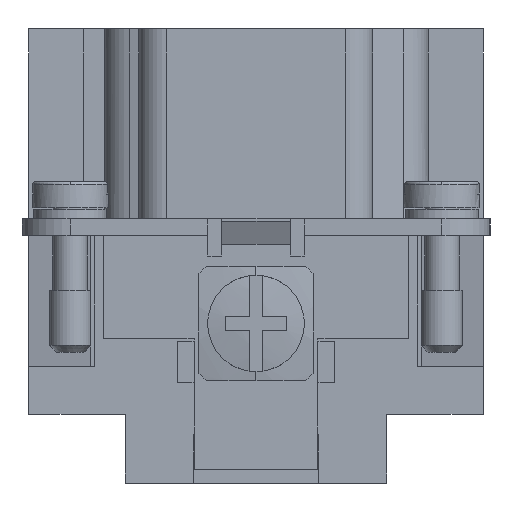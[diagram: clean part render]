
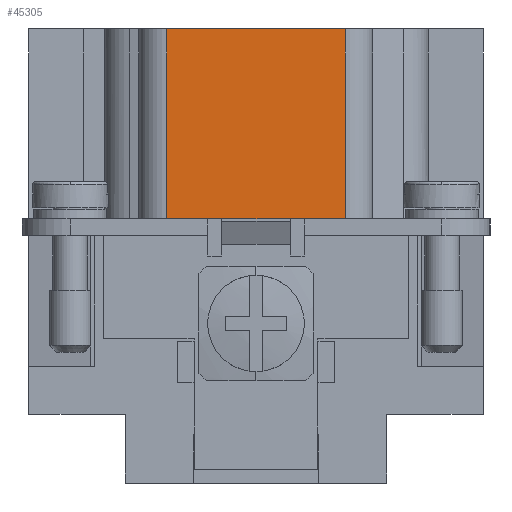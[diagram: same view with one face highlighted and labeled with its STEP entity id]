
A CAD part, left-side view. The second image highlights one B-rep face of the part: STEP entity #45305.
In plain terms, the highlighted planar face has unit normal (-1, 0, 0).
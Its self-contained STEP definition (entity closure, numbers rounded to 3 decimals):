
#41504=CARTESIAN_POINT('',(-55.0,6.5,33.0));
#41505=VERTEX_POINT('',#41504);
#41513=CARTESIAN_POINT('',(-55.0,-6.5,33.0));
#41514=VERTEX_POINT('',#41513);
#41515=CARTESIAN_POINT('',(-55.0,-6.5,33.0));
#41516=DIRECTION('',(0.0,1.0,0.0));
#41517=VECTOR('',#41516,13.);
#41518=LINE('',#41515,#41517);
#41519=EDGE_CURVE('',#41514,#41505,#41518,.T.);
#44193=CARTESIAN_POINT('',(-55.0,-3.5,19.2));
#44194=VERTEX_POINT('',#44193);
#44201=CARTESIAN_POINT('',(-55.0,3.5,19.2));
#44202=VERTEX_POINT('',#44201);
#44203=CARTESIAN_POINT('',(-55.0,3.5,19.2));
#44204=DIRECTION('',(0.0,-1.0,0.0));
#44205=VECTOR('',#44204,7.0);
#44206=LINE('',#44203,#44205);
#44207=EDGE_CURVE('',#44202,#44194,#44206,.T.);
#45256=CARTESIAN_POINT('',(-55.0,-6.5,19.2));
#45257=VERTEX_POINT('',#45256);
#45258=CARTESIAN_POINT('',(-55.0,-6.5,19.2));
#45259=DIRECTION('',(0.0,0.0,1.0));
#45260=VECTOR('',#45259,13.8);
#45261=LINE('',#45258,#45260);
#45262=EDGE_CURVE('',#45257,#41514,#45261,.T.);
#45275=CARTESIAN_POINT('',(-55.0,-6.5,19.2));
#45276=DIRECTION('',(-1.0,0.0,0.0));
#45277=DIRECTION('',(0.0,0.0,1.0));
#45278=AXIS2_PLACEMENT_3D('',#45275,#45276,#45277);
#45279=PLANE('',#45278);
#45280=ORIENTED_EDGE('',*,*,#41519,.T.);
#45281=CARTESIAN_POINT('',(-55.0,6.5,19.2));
#45282=VERTEX_POINT('',#45281);
#45283=CARTESIAN_POINT('',(-55.0,6.5,19.2));
#45284=DIRECTION('',(0.0,0.0,1.0));
#45285=VECTOR('',#45284,13.8);
#45286=LINE('',#45283,#45285);
#45287=EDGE_CURVE('',#45282,#41505,#45286,.T.);
#45288=ORIENTED_EDGE('',*,*,#45287,.F.);
#45289=CARTESIAN_POINT('',(-55.0,3.5,19.2));
#45290=DIRECTION('',(0.0,1.0,0.0));
#45291=VECTOR('',#45290,3.);
#45292=LINE('',#45289,#45291);
#45293=EDGE_CURVE('',#44202,#45282,#45292,.T.);
#45294=ORIENTED_EDGE('',*,*,#45293,.F.);
#45295=ORIENTED_EDGE('',*,*,#44207,.T.);
#45296=CARTESIAN_POINT('',(-55.0,-6.5,19.2));
#45297=DIRECTION('',(0.0,1.0,0.0));
#45298=VECTOR('',#45297,3.);
#45299=LINE('',#45296,#45298);
#45300=EDGE_CURVE('',#45257,#44194,#45299,.T.);
#45301=ORIENTED_EDGE('',*,*,#45300,.F.);
#45302=ORIENTED_EDGE('',*,*,#45262,.T.);
#45303=EDGE_LOOP('',(#45280,#45288,#45294,#45295,#45301,#45302));
#45304=FACE_OUTER_BOUND('',#45303,.T.);
#45305=ADVANCED_FACE('',(#45304),#45279,.T.);
